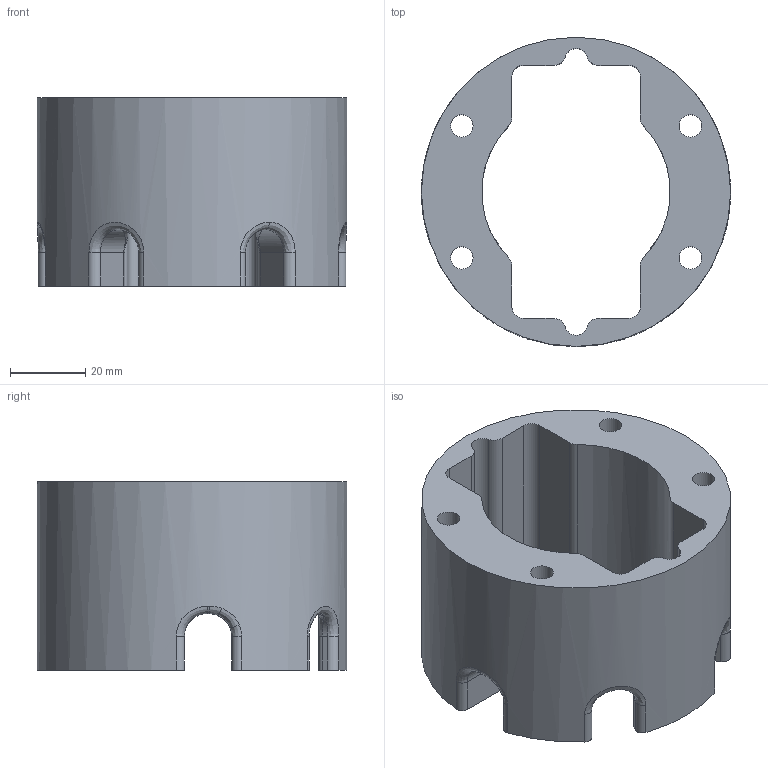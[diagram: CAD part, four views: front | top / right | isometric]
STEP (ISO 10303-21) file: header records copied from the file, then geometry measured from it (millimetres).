
FILE_DESCRIPTION(/* description */ (''),/* implementation_level */ '2;1');
FILE_NAME(/* name */ 'Hub.step',/* time_stamp */ '2020-07-19T23:05:53-05:00',/* author */ (''),/* organization */ (''),/* preprocessor_version */ 'ST-DEVELOPER v18.1',/* originating_system */ 'Autodesk Translation Framework v9.3.0.1241',/* authorisation */ '');
FILE_SCHEMA (('AUTOMOTIVE_DESIGN { 1 0 10303 214 3 1 1 }'));
Length unit declared in the file: millimetre
Products named in the file (1): Hub
Bounding box: 82 x 82 x 50 mm (x, y, z)
Volume: 113097.7 mm3; surface area: 31742.6 mm2
Topology: 1 solids, 1 shells, 98 faces, 255 edges, 158 vertices
Faces by surface type: cylinder 46, plane 24, bspline 24, torus 4
Full cylindrical faces by diameter (mm): 6 x4
Entity records: 3778 total; most frequent: CARTESIAN_POINT 1377, ORIENTED_EDGE 510, DIRECTION 479, EDGE_CURVE 255, AXIS2_PLACEMENT_3D 189, VERTEX_POINT 158, EDGE_LOOP 107, CIRCLE 106
